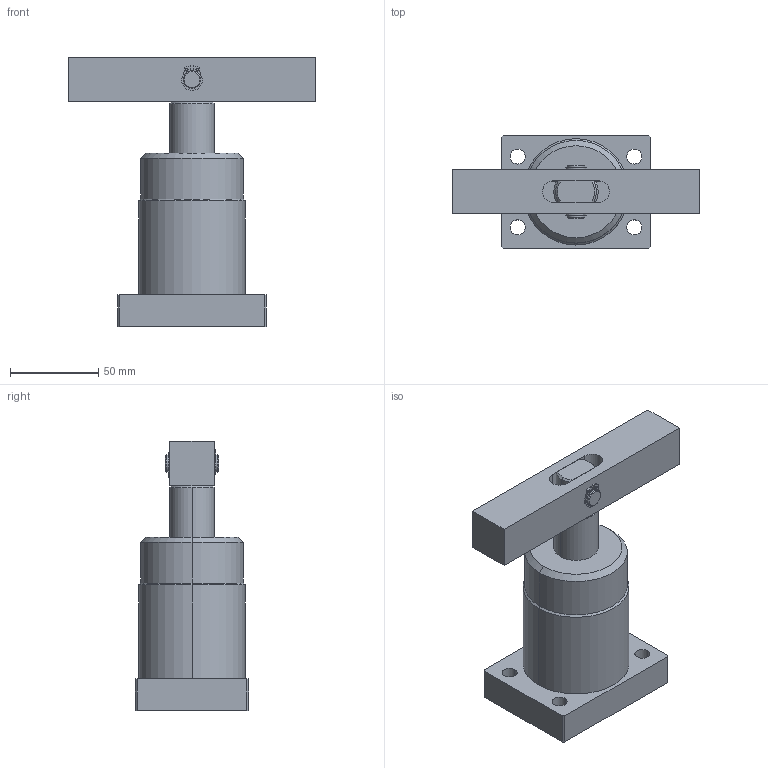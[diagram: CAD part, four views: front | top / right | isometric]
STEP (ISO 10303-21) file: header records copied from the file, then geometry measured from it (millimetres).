
FILE_DESCRIPTION (( 'STEP AP203' ), '1' );
FILE_NAME ('HNDS-40A-F.STEP', '2019-10-12T07:52:48', ( '微软用户' ), ( '微软中国' ), 'SwSTEP 2.0', 'SolidWorks 2012', '' );
FILE_SCHEMA (( 'CONFIG_CONTROL_DESIGN' ));
Length unit declared in the file: millimetre
Products named in the file (6): HNFS-40A-F掛极; 40A-D活塞杆; 40邧旋; 40种; circlips for shaft--type a large gb_GB_CONNECTING_PIECE_RING_RRA 10; HNDS-40A-F
Assembly tree (6 placements, depth 2):
  HNDS-40A-F
    HNFS-40A-F掛极
    40A-D活塞杆
    40邧旋
    40种
    circlips for shaft--type a large gb_GB_CONNECTING_PIECE_RING_RRA 10  x2
Bounding box: 140 x 64 x 152 mm (x, y, z)
Volume: 411073.7 mm3; surface area: 57723.9 mm2
Topology: 6 solids, 6 shells, 158 faces, 390 edges, 254 vertices
Faces by surface type: cylinder 73, plane 68, cone 13, bspline 4
Entity records: 4840 total; most frequent: CARTESIAN_POINT 865, DIRECTION 726, ORIENTED_EDGE 660, EDGE_CURVE 330, AXIS2_PLACEMENT_3D 267, VERTEX_POINT 214, VECTOR 192, LINE 192
